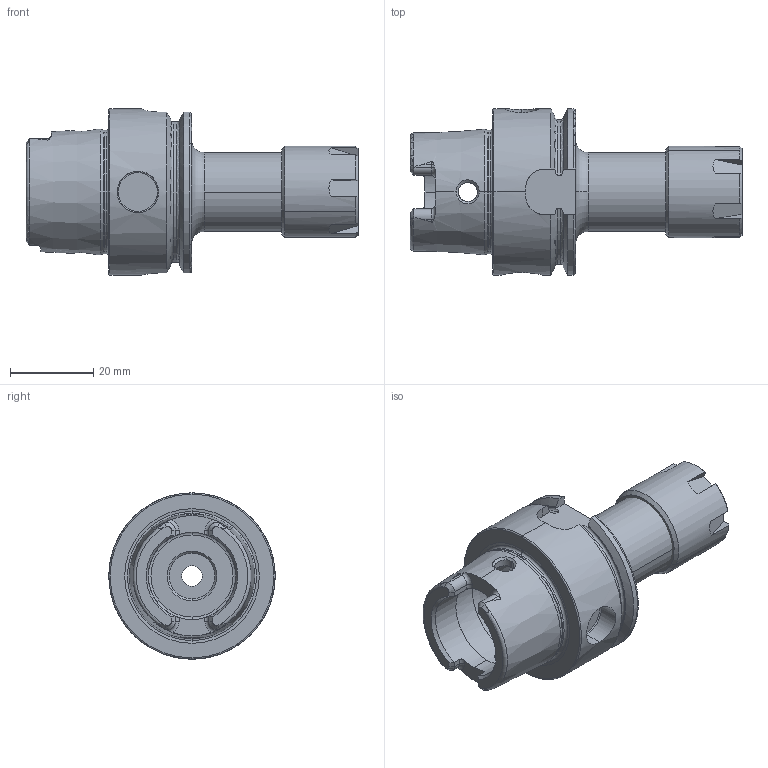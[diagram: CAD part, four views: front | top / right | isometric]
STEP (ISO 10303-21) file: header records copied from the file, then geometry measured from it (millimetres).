
FILE_DESCRIPTION (( 'STEP AP203' ), '1' );
FILE_NAME ('HA4.E17.K01.060.STEP', '2018-02-16T10:00:01', ( 'SWIAdmin' ), ( 'Hewlett-Packard Company' ), 'SwSTEP 2.0', 'SolidWorks 2017', '' );
FILE_SCHEMA (( 'CONFIG_CONTROL_DESIGN' ));
Length unit declared in the file: millimetre
Products named in the file (3): HA4-E17.K01.060_B_Fertigbearbeitung; E17-ER1.001.018; HA4.E17.K01.060
Assembly tree (2 placements, depth 2):
  HA4.E17.K01.060
    HA4-E17.K01.060_B_Fertigbearbeitung
    E17-ER1.001.018
Bounding box: 79.9 x 40 x 40 mm (x, y, z)
Volume: 31168.1 mm3; surface area: 14993.6 mm2
Topology: 2 solids, 2 shells, 219 faces, 565 edges, 354 vertices
Faces by surface type: plane 70, cylinder 63, cone 43, torus 39, bspline 4
Entity records: 8212 total; most frequent: CARTESIAN_POINT 2677, ORIENTED_EDGE 1130, DIRECTION 1088, EDGE_CURVE 565, AXIS2_PLACEMENT_3D 438, VERTEX_POINT 354, EDGE_LOOP 231, FACE_OUTER_BOUND 219
